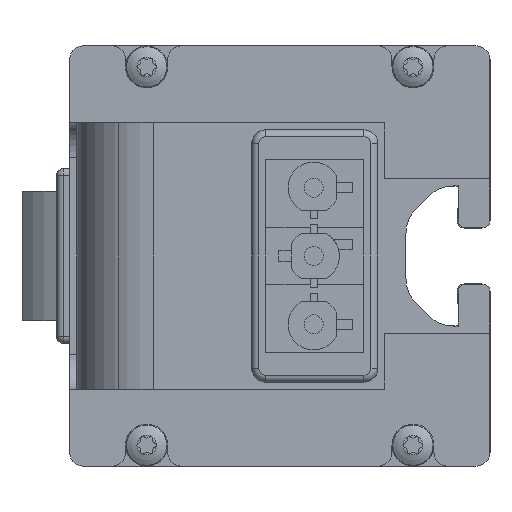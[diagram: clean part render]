
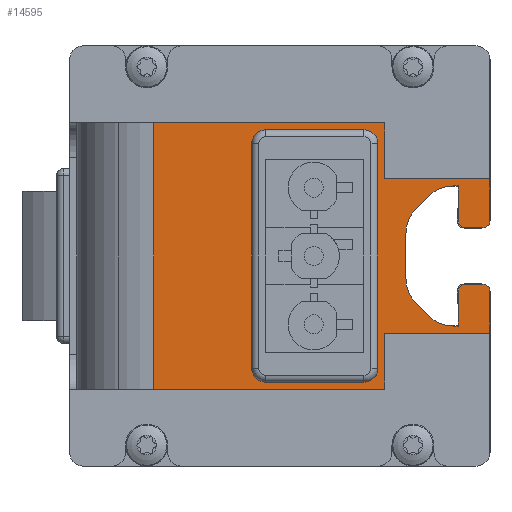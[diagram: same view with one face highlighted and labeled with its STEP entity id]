
A CAD part, left-side view. The second image highlights one B-rep face of the part: STEP entity #14595.
In plain terms, the highlighted face is planar.
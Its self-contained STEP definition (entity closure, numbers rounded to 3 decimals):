
#476=CIRCLE('',#15444,1.);
#478=CIRCLE('',#15448,1.);
#480=CIRCLE('',#15453,5.);
#482=CIRCLE('',#15457,5.);
#484=CIRCLE('',#15461,5.);
#486=CIRCLE('',#15465,5.);
#488=CIRCLE('',#15470,1.);
#490=CIRCLE('',#15474,1.);
#496=CIRCLE('',#15489,2.);
#498=CIRCLE('',#15493,2.);
#500=CIRCLE('',#15497,2.);
#502=CIRCLE('',#15501,2.);
#2355=ORIENTED_EDGE('',*,*,#5512,.F.);
#2356=ORIENTED_EDGE('',*,*,#5533,.F.);
#2357=ORIENTED_EDGE('',*,*,#5530,.F.);
#2358=ORIENTED_EDGE('',*,*,#5527,.F.);
#2359=ORIENTED_EDGE('',*,*,#5524,.F.);
#2360=ORIENTED_EDGE('',*,*,#5521,.F.);
#2361=ORIENTED_EDGE('',*,*,#5518,.F.);
#2362=ORIENTED_EDGE('',*,*,#5515,.F.);
#2363=ORIENTED_EDGE('',*,*,#5534,.T.);
#2364=ORIENTED_EDGE('',*,*,#5535,.T.);
#2365=ORIENTED_EDGE('',*,*,#5536,.T.);
#2366=ORIENTED_EDGE('',*,*,#5537,.T.);
#2367=ORIENTED_EDGE('',*,*,#5538,.T.);
#2368=ORIENTED_EDGE('',*,*,#5487,.T.);
#2369=ORIENTED_EDGE('',*,*,#5437,.F.);
#2370=ORIENTED_EDGE('',*,*,#5440,.F.);
#2371=ORIENTED_EDGE('',*,*,#5443,.F.);
#2372=ORIENTED_EDGE('',*,*,#5446,.F.);
#2373=ORIENTED_EDGE('',*,*,#5449,.F.);
#2374=ORIENTED_EDGE('',*,*,#5452,.T.);
#2375=ORIENTED_EDGE('',*,*,#5455,.F.);
#2376=ORIENTED_EDGE('',*,*,#5458,.T.);
#2377=ORIENTED_EDGE('',*,*,#5461,.F.);
#2378=ORIENTED_EDGE('',*,*,#5464,.T.);
#2379=ORIENTED_EDGE('',*,*,#5467,.F.);
#2380=ORIENTED_EDGE('',*,*,#5470,.T.);
#2381=ORIENTED_EDGE('',*,*,#5473,.F.);
#2382=ORIENTED_EDGE('',*,*,#5476,.F.);
#2383=ORIENTED_EDGE('',*,*,#5479,.F.);
#2384=ORIENTED_EDGE('',*,*,#5482,.F.);
#2385=ORIENTED_EDGE('',*,*,#5485,.F.);
#2386=ORIENTED_EDGE('',*,*,#5495,.T.);
#2387=ORIENTED_EDGE('',*,*,#5539,.T.);
#2388=ORIENTED_EDGE('',*,*,#5540,.T.);
#5437=EDGE_CURVE('',#7144,#7142,#476,.F.);
#5440=EDGE_CURVE('',#7146,#7144,#8461,.T.);
#5443=EDGE_CURVE('',#7148,#7146,#478,.F.);
#5446=EDGE_CURVE('',#7150,#7148,#8465,.T.);
#5449=EDGE_CURVE('',#7152,#7150,#8468,.T.);
#5452=EDGE_CURVE('',#7152,#7154,#480,.F.);
#5455=EDGE_CURVE('',#7156,#7154,#8472,.T.);
#5458=EDGE_CURVE('',#7156,#7158,#482,.F.);
#5461=EDGE_CURVE('',#7160,#7158,#8476,.T.);
#5464=EDGE_CURVE('',#7160,#7162,#484,.F.);
#5467=EDGE_CURVE('',#7164,#7162,#8480,.T.);
#5470=EDGE_CURVE('',#7164,#7166,#486,.F.);
#5473=EDGE_CURVE('',#7168,#7166,#8484,.T.);
#5476=EDGE_CURVE('',#7170,#7168,#8487,.T.);
#5479=EDGE_CURVE('',#7172,#7170,#488,.F.);
#5482=EDGE_CURVE('',#7174,#7172,#8491,.T.);
#5485=EDGE_CURVE('',#7176,#7174,#490,.F.);
#5487=EDGE_CURVE('',#7178,#7142,#8494,.T.);
#5495=EDGE_CURVE('',#7176,#7184,#8502,.T.);
#5512=EDGE_CURVE('',#7195,#7196,#8515,.T.);
#5515=EDGE_CURVE('',#7196,#7198,#496,.T.);
#5518=EDGE_CURVE('',#7198,#7200,#8519,.T.);
#5521=EDGE_CURVE('',#7200,#7202,#498,.T.);
#5524=EDGE_CURVE('',#7202,#7204,#8523,.T.);
#5527=EDGE_CURVE('',#7204,#7206,#500,.T.);
#5530=EDGE_CURVE('',#7206,#7208,#8527,.T.);
#5533=EDGE_CURVE('',#7208,#7195,#502,.T.);
#5534=EDGE_CURVE('',#7209,#7210,#8529,.T.);
#5535=EDGE_CURVE('',#7210,#7211,#8530,.T.);
#5536=EDGE_CURVE('',#7211,#7212,#8531,.T.);
#5537=EDGE_CURVE('',#7212,#7213,#8532,.T.);
#5538=EDGE_CURVE('',#7213,#7178,#8533,.T.);
#5539=EDGE_CURVE('',#7184,#7214,#8534,.T.);
#5540=EDGE_CURVE('',#7214,#7209,#8535,.T.);
#7142=VERTEX_POINT('',#21692);
#7144=VERTEX_POINT('',#21696);
#7146=VERTEX_POINT('',#21702);
#7148=VERTEX_POINT('',#21708);
#7150=VERTEX_POINT('',#21714);
#7152=VERTEX_POINT('',#21720);
#7154=VERTEX_POINT('',#21726);
#7156=VERTEX_POINT('',#21732);
#7158=VERTEX_POINT('',#21738);
#7160=VERTEX_POINT('',#21744);
#7162=VERTEX_POINT('',#21750);
#7164=VERTEX_POINT('',#21756);
#7166=VERTEX_POINT('',#21762);
#7168=VERTEX_POINT('',#21768);
#7170=VERTEX_POINT('',#21774);
#7172=VERTEX_POINT('',#21780);
#7174=VERTEX_POINT('',#21786);
#7176=VERTEX_POINT('',#21792);
#7178=VERTEX_POINT('',#21798);
#7184=VERTEX_POINT('',#21812);
#7195=VERTEX_POINT('',#21846);
#7196=VERTEX_POINT('',#21848);
#7198=VERTEX_POINT('',#21854);
#7200=VERTEX_POINT('',#21860);
#7202=VERTEX_POINT('',#21866);
#7204=VERTEX_POINT('',#21872);
#7206=VERTEX_POINT('',#21878);
#7208=VERTEX_POINT('',#21884);
#7209=VERTEX_POINT('',#21891);
#7210=VERTEX_POINT('',#21892);
#7211=VERTEX_POINT('',#21894);
#7212=VERTEX_POINT('',#21896);
#7213=VERTEX_POINT('',#21898);
#7214=VERTEX_POINT('',#21901);
#8461=LINE('',#21703,#9747);
#8465=LINE('',#21715,#9751);
#8468=LINE('',#21721,#9754);
#8472=LINE('',#21733,#9758);
#8476=LINE('',#21745,#9762);
#8480=LINE('',#21757,#9766);
#8484=LINE('',#21769,#9770);
#8487=LINE('',#21775,#9773);
#8491=LINE('',#21787,#9777);
#8494=LINE('',#21797,#9780);
#8502=LINE('',#21813,#9788);
#8515=LINE('',#21847,#9801);
#8519=LINE('',#21859,#9805);
#8523=LINE('',#21871,#9809);
#8527=LINE('',#21883,#9813);
#8529=LINE('',#21890,#9815);
#8530=LINE('',#21893,#9816);
#8531=LINE('',#21895,#9817);
#8532=LINE('',#21897,#9818);
#8533=LINE('',#21899,#9819);
#8534=LINE('',#21900,#9820);
#8535=LINE('',#21902,#9821);
#9747=VECTOR('',#17675,1000.);
#9751=VECTOR('',#17687,1000.);
#9754=VECTOR('',#17692,1000.);
#9758=VECTOR('',#17704,1000.);
#9762=VECTOR('',#17716,1000.);
#9766=VECTOR('',#17728,1000.);
#9770=VECTOR('',#17740,1000.);
#9773=VECTOR('',#17745,1000.);
#9777=VECTOR('',#17757,1000.);
#9780=VECTOR('',#17768,1000.);
#9788=VECTOR('',#17778,1000.);
#9801=VECTOR('',#17811,1000.);
#9805=VECTOR('',#17823,1000.);
#9809=VECTOR('',#17835,1000.);
#9813=VECTOR('',#17847,1000.);
#9815=VECTOR('',#17857,1000.);
#9816=VECTOR('',#17858,1000.);
#9817=VECTOR('',#17859,1000.);
#9818=VECTOR('',#17860,1000.);
#9819=VECTOR('',#17861,1000.);
#9820=VECTOR('',#17862,1000.);
#9821=VECTOR('',#17863,1000.);
#10827=EDGE_LOOP('',(#2355,#2356,#2357,#2358,#2359,#2360,#2361,#2362));
#10828=EDGE_LOOP('',(#2363,#2364,#2365,#2366,#2367,#2368,#2369,#2370,#2371,
#2372,#2373,#2374,#2375,#2376,#2377,#2378,#2379,#2380,#2381,#2382,#2383,
#2384,#2385,#2386,#2387,#2388));
#11581=FACE_BOUND('',#10827,.T.);
#11582=FACE_BOUND('',#10828,.T.);
#12226=PLANE('',#15502);
#14595=ADVANCED_FACE('',(#11581,#11582),#12226,.T.);
#15444=AXIS2_PLACEMENT_3D('',#21697,#17669,#17670);
#15448=AXIS2_PLACEMENT_3D('',#21709,#17681,#17682);
#15453=AXIS2_PLACEMENT_3D('',#21727,#17698,#17699);
#15457=AXIS2_PLACEMENT_3D('',#21739,#17710,#17711);
#15461=AXIS2_PLACEMENT_3D('',#21751,#17722,#17723);
#15465=AXIS2_PLACEMENT_3D('',#21763,#17734,#17735);
#15470=AXIS2_PLACEMENT_3D('',#21781,#17751,#17752);
#15474=AXIS2_PLACEMENT_3D('',#21793,#17763,#17764);
#15489=AXIS2_PLACEMENT_3D('',#21853,#17817,#17818);
#15493=AXIS2_PLACEMENT_3D('',#21865,#17829,#17830);
#15497=AXIS2_PLACEMENT_3D('',#21877,#17841,#17842);
#15501=AXIS2_PLACEMENT_3D('',#21888,#17853,#17854);
#15502=AXIS2_PLACEMENT_3D('',#21889,#17855,#17856);
#17669=DIRECTION('',(0.,0.,1.));
#17670=DIRECTION('',(1.,0.,0.));
#17675=DIRECTION('',(0.,-1.,0.));
#17681=DIRECTION('',(0.,0.,1.));
#17682=DIRECTION('',(1.,0.,0.));
#17687=DIRECTION('',(1.,0.,0.));
#17692=DIRECTION('',(0.,-1.,0.));
#17698=DIRECTION('',(0.,0.,1.));
#17699=DIRECTION('',(1.,0.,0.));
#17704=DIRECTION('',(-0.707,-0.707,0.));
#17710=DIRECTION('',(0.,0.,1.));
#17711=DIRECTION('',(1.,0.,0.));
#17716=DIRECTION('',(-1.,0.,0.));
#17722=DIRECTION('',(0.,0.,1.));
#17723=DIRECTION('',(1.,0.,0.));
#17728=DIRECTION('',(-0.707,0.707,0.));
#17734=DIRECTION('',(0.,0.,1.));
#17735=DIRECTION('',(1.,0.,0.));
#17740=DIRECTION('',(0.,1.,0.));
#17745=DIRECTION('',(1.,0.,0.));
#17751=DIRECTION('',(0.,0.,1.));
#17752=DIRECTION('',(1.,0.,0.));
#17757=DIRECTION('',(0.,1.,0.));
#17763=DIRECTION('',(0.,0.,1.));
#17764=DIRECTION('',(1.,0.,0.));
#17768=DIRECTION('',(1.,0.,0.));
#17778=DIRECTION('',(1.,0.,0.));
#17811=DIRECTION('',(0.,-1.,0.));
#17817=DIRECTION('',(0.,0.,1.));
#17818=DIRECTION('',(1.,0.,0.));
#17823=DIRECTION('',(1.,0.,0.));
#17829=DIRECTION('',(0.,0.,1.));
#17830=DIRECTION('',(1.,0.,0.));
#17835=DIRECTION('',(0.,1.,0.));
#17841=DIRECTION('',(0.,0.,1.));
#17842=DIRECTION('',(1.,0.,0.));
#17847=DIRECTION('',(-1.,0.,0.));
#17853=DIRECTION('',(0.,0.,1.));
#17854=DIRECTION('',(1.,0.,0.));
#17855=DIRECTION('',(0.,0.,1.));
#17856=DIRECTION('',(1.,0.,0.));
#17857=DIRECTION('',(0.,1.,0.));
#17858=DIRECTION('',(-1.,0.,0.));
#17859=DIRECTION('',(0.,-1.,0.));
#17860=DIRECTION('',(1.,0.,0.));
#17861=DIRECTION('',(0.,-1.,0.));
#17862=DIRECTION('',(0.,1.,0.));
#17863=DIRECTION('',(1.,0.,0.));
#21692=CARTESIAN_POINT('',(-5.049,-30.,-1.));
#21696=CARTESIAN_POINT('',(-4.049,-29.,-1.));
#21697=CARTESIAN_POINT('',(-5.049,-29.,-1.));
#21702=CARTESIAN_POINT('',(-4.049,-26.487,-1.));
#21703=CARTESIAN_POINT('',(-4.049,-29.,-1.));
#21708=CARTESIAN_POINT('',(-5.049,-25.487,-1.));
#21709=CARTESIAN_POINT('',(-5.049,-26.487,-1.));
#21714=CARTESIAN_POINT('',(-10.,-25.487,-1.));
#21715=CARTESIAN_POINT('',(-5.049,-25.487,-1.));
#21720=CARTESIAN_POINT('',(-10.,-24.788,-1.));
#21721=CARTESIAN_POINT('',(-10.,-25.487,-1.));
#21726=CARTESIAN_POINT('',(-8.536,-21.253,-1.));
#21727=CARTESIAN_POINT('',(-5.,-24.788,-1.));
#21732=CARTESIAN_POINT('',(-6.747,-19.464,-1.));
#21733=CARTESIAN_POINT('',(-8.536,-21.253,-1.));
#21738=CARTESIAN_POINT('',(-3.212,-18.,-1.));
#21739=CARTESIAN_POINT('',(-3.212,-23.,-1.));
#21744=CARTESIAN_POINT('',(3.212,-18.,-1.));
#21745=CARTESIAN_POINT('',(-3.212,-18.,-1.));
#21750=CARTESIAN_POINT('',(6.747,-19.464,-1.));
#21751=CARTESIAN_POINT('',(3.212,-23.,-1.));
#21756=CARTESIAN_POINT('',(8.536,-21.253,-1.));
#21757=CARTESIAN_POINT('',(6.747,-19.464,-1.));
#21762=CARTESIAN_POINT('',(10.,-24.788,-1.));
#21763=CARTESIAN_POINT('',(5.,-24.788,-1.));
#21768=CARTESIAN_POINT('',(10.,-25.487,-1.));
#21769=CARTESIAN_POINT('',(10.,-24.788,-1.));
#21774=CARTESIAN_POINT('',(5.049,-25.487,-1.));
#21775=CARTESIAN_POINT('',(10.,-25.487,-1.));
#21780=CARTESIAN_POINT('',(4.049,-26.487,-1.));
#21781=CARTESIAN_POINT('',(5.049,-26.487,-1.));
#21786=CARTESIAN_POINT('',(4.049,-29.,-1.));
#21787=CARTESIAN_POINT('',(4.049,-26.487,-1.));
#21792=CARTESIAN_POINT('',(5.049,-30.,-1.));
#21793=CARTESIAN_POINT('',(5.049,-29.,-1.));
#21797=CARTESIAN_POINT('',(-11.015,-30.,-1.));
#21798=CARTESIAN_POINT('',(-11.015,-30.,-1.));
#21812=CARTESIAN_POINT('',(11.015,-30.,-1.));
#21813=CARTESIAN_POINT('',(-11.015,-30.,-1.));
#21846=CARTESIAN_POINT('',(-18.,2.,-1.));
#21847=CARTESIAN_POINT('',(-18.,0.,-1.));
#21848=CARTESIAN_POINT('',(-18.,-12.,-1.));
#21853=CARTESIAN_POINT('',(-16.,-12.,-1.));
#21854=CARTESIAN_POINT('',(-16.,-14.,-1.));
#21859=CARTESIAN_POINT('',(0.,-14.,-1.));
#21860=CARTESIAN_POINT('',(16.,-14.,-1.));
#21865=CARTESIAN_POINT('',(16.,-12.,-1.));
#21866=CARTESIAN_POINT('',(18.,-12.,-1.));
#21871=CARTESIAN_POINT('',(18.,0.,-1.));
#21872=CARTESIAN_POINT('',(18.,2.,-1.));
#21877=CARTESIAN_POINT('',(16.,2.,-1.));
#21878=CARTESIAN_POINT('',(16.,4.,-1.));
#21883=CARTESIAN_POINT('',(0.,4.,-1.));
#21884=CARTESIAN_POINT('',(-16.,4.,-1.));
#21888=CARTESIAN_POINT('',(-16.,2.,-1.));
#21889=CARTESIAN_POINT('',(0.,0.,-1.));
#21890=CARTESIAN_POINT('',(19.,-15.,-1.));
#21891=CARTESIAN_POINT('',(19.,-15.,-1.));
#21892=CARTESIAN_POINT('',(19.,18.,-1.));
#21893=CARTESIAN_POINT('',(0.,18.,-1.));
#21894=CARTESIAN_POINT('',(-19.,18.,-1.));
#21895=CARTESIAN_POINT('',(-19.,30.,-1.));
#21896=CARTESIAN_POINT('',(-19.,-15.,-1.));
#21897=CARTESIAN_POINT('',(-19.,-15.,-1.));
#21898=CARTESIAN_POINT('',(-11.015,-15.,-1.));
#21899=CARTESIAN_POINT('',(-11.015,-15.,-1.));
#21900=CARTESIAN_POINT('',(11.015,-30.,-1.));
#21901=CARTESIAN_POINT('',(11.015,-15.,-1.));
#21902=CARTESIAN_POINT('',(11.015,-15.,-1.));
